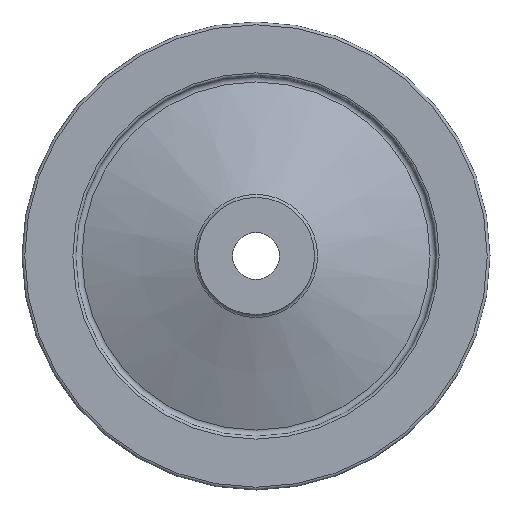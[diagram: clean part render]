
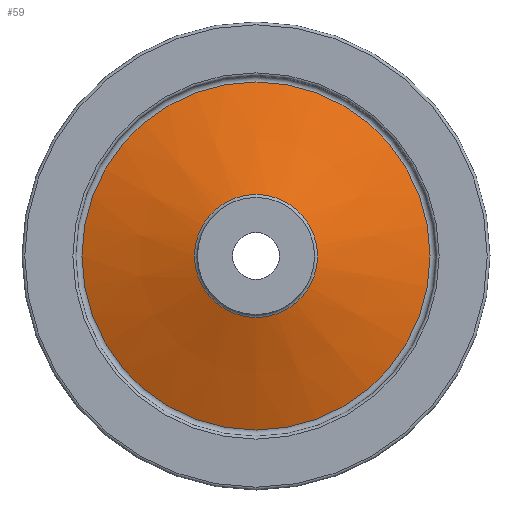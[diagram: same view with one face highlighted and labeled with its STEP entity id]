
A CAD part, left-side view. The second image highlights one B-rep face of the part: STEP entity #59.
In plain terms, the highlighted conical face has half-angle 69.984 degrees and reference radius 26.315 mm.
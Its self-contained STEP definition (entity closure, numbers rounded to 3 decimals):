
#59 = ADVANCED_FACE( '', ( #130, #131 ), #132, .T. );
#130 = FACE_OUTER_BOUND( '', #213, .T. );
#131 = FACE_BOUND( '', #214, .T. );
#132 = CONICAL_SURFACE( '', #215, 26.315, 1.221 );
#213 = EDGE_LOOP( '', ( #306 ) );
#214 = EDGE_LOOP( '', ( #307 ) );
#215 = AXIS2_PLACEMENT_3D( '', #308, #309, #310 );
#306 = ORIENTED_EDGE( '', *, *, #395, .F. );
#307 = ORIENTED_EDGE( '', *, *, #396, .T. );
#308 = CARTESIAN_POINT( '', ( 15.031, 0., 0. ) );
#309 = DIRECTION( '', ( 1., 0., 0. ) );
#310 = DIRECTION( '', ( 0., 0., -1. ) );
#395 = EDGE_CURVE( '', #448, #448, #449, .T. );
#396 = EDGE_CURVE( '', #450, #450, #451, .T. );
#448 = VERTEX_POINT( '', #505 );
#449 = CIRCLE( '', #506, 74.365 );
#450 = VERTEX_POINT( '', #507 );
#451 = CIRCLE( '', #508, 26.315 );
#505 = CARTESIAN_POINT( '', ( 32.535, 0., -74.365 ) );
#506 = AXIS2_PLACEMENT_3D( '', #568, #569, #570 );
#507 = CARTESIAN_POINT( '', ( 15.031, 0., -26.315 ) );
#508 = AXIS2_PLACEMENT_3D( '', #571, #572, #573 );
#568 = CARTESIAN_POINT( '', ( 32.535, 0., 0. ) );
#569 = DIRECTION( '', ( 1., 0., 0. ) );
#570 = DIRECTION( '', ( 0., 0., -1. ) );
#571 = CARTESIAN_POINT( '', ( 15.031, 0., 0. ) );
#572 = DIRECTION( '', ( 1., 0., 0. ) );
#573 = DIRECTION( '', ( 0., 0., -1. ) );
